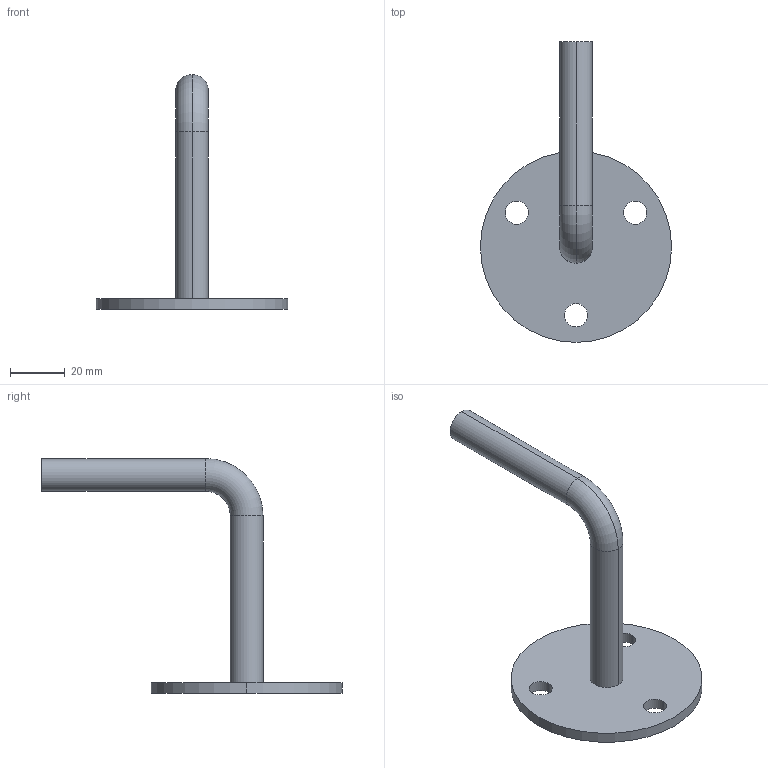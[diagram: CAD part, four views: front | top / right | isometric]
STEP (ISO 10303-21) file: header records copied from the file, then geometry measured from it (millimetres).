
FILE_DESCRIPTION (( 'STEP AP203' ), '1' );
FILE_NAME ('50300-240-3-V.STEP', '2020-09-14T11:49:09', ( '' ), ( '' ), 'SwSTEP 2.0', 'SolidWorks 2018', '' );
FILE_SCHEMA (( 'CONFIG_CONTROL_DESIGN' ));
Length unit declared in the file: millimetre
Products named in the file (2): 50300-240-3-V
Bounding box: 70 x 110 x 86 mm (x, y, z)
Volume: 31061.7 mm3; surface area: 14018.7 mm2
Topology: 1 solids, 1 shells, 295 faces, 779 edges, 518 vertices
Faces by surface type: plane 146, bspline 135, cylinder 12, torus 2
Entity records: 17144 total; most frequent: CARTESIAN_POINT 10569, ORIENTED_EDGE 1558, DIRECTION 859, EDGE_CURVE 779, VERTEX_POINT 518, LINE 483, VECTOR 483, EDGE_LOOP 333
